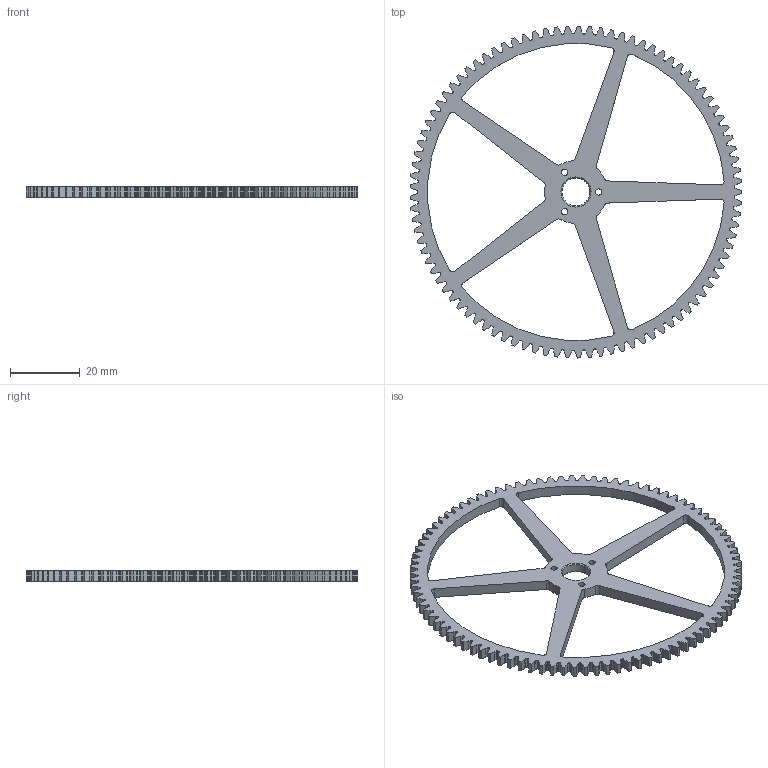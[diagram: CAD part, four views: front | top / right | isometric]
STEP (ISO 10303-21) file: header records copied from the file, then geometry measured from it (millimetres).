
FILE_DESCRIPTION (( 'STEP AP203' ), '1' );
FILE_NAME ('CTT0009.STEP', '2018-11-01T18:49:56', ( '' ), ( '' ), 'SwSTEP 2.0', 'SolidWorks 2016', '' );
FILE_SCHEMA (( 'CONFIG_CONTROL_DESIGN' ));
Length unit declared in the file: millimetre
Products named in the file (1): CTT0009
Bounding box: 94.98 x 95 x 3 mm (x, y, z)
Volume: 6503.9 mm3; surface area: 7989.4 mm2
Topology: 1 solids, 1 shells, 849 faces, 2531 edges, 1684 vertices
Faces by surface type: cylinder 455, bspline 372, plane 12, cone 10
Entity records: 33382 total; most frequent: CARTESIAN_POINT 12133, ORIENTED_EDGE 5062, DIRECTION 3663, EDGE_CURVE 2531, VERTEX_POINT 1684, AXIS2_PLACEMENT_3D 1398, CIRCLE 920, VECTOR 867
